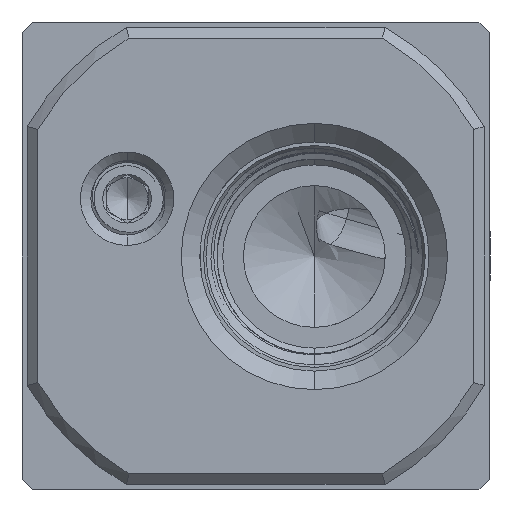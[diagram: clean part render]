
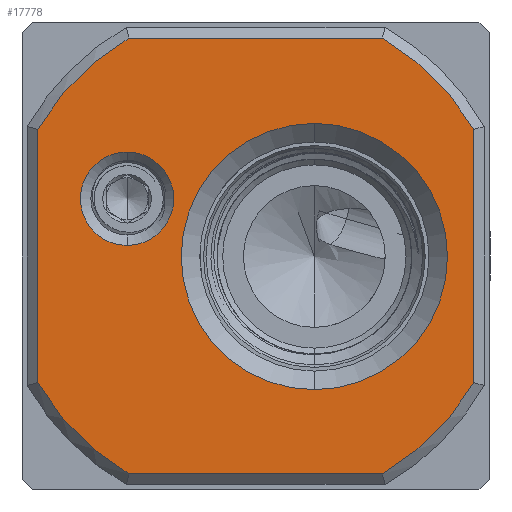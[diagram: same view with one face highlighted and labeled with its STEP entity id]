
A CAD part, left-side view. The second image highlights one B-rep face of the part: STEP entity #17778.
In plain terms, the highlighted planar face has unit normal (-1, 0, 0).
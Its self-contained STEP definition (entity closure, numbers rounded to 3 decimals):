
#68 = CARTESIAN_POINT ( 'NONE',  ( -33.34, -34.5, 16.8 ) ) ;
#82 = VERTEX_POINT ( 'NONE', #6211 ) ;
#883 = CARTESIAN_POINT ( 'NONE',  ( -33.34, -16.67, 22.3 ) ) ;
#1108 = CARTESIAN_POINT ( 'NONE',  ( -33.34, -1.5, 44. ) ) ;
#1140 = CARTESIAN_POINT ( 'NONE',  ( -33.34, -22.25, 22.25 ) ) ;
#1207 = AXIS2_PLACEMENT_3D ( 'NONE', #17788, #9092, #6936 ) ;
#1336 = VERTEX_POINT ( 'NONE', #17133 ) ;
#1916 = DIRECTION ( 'NONE',  ( 0., 0., -1. ) ) ;
#2740 = CARTESIAN_POINT ( 'NONE',  ( -33.34, -1.5, 10.19 ) ) ;
#2746 = VERTEX_POINT ( 'NONE', #6595 ) ;
#3302 = LINE ( 'NONE', #5720, #4685 ) ;
#3439 = DIRECTION ( 'NONE',  ( -1., 0., 0. ) ) ;
#3475 = ORIENTED_EDGE ( 'NONE', *, *, #16785, .T. ) ;
#3573 = ORIENTED_EDGE ( 'NONE', *, *, #6436, .T. ) ;
#3716 = CARTESIAN_POINT ( 'NONE',  ( -33.34, -43., 10.19 ) ) ;
#3741 = EDGE_LOOP ( 'NONE', ( #8836, #21889 ) ) ;
#4157 = EDGE_CURVE ( 'NONE', #19539, #15501, #13075, .T. ) ;
#4685 = VECTOR ( 'NONE', #21090, 1000. ) ;
#4714 = VERTEX_POINT ( 'NONE', #18512 ) ;
#4844 = ORIENTED_EDGE ( 'NONE', *, *, #4157, .T. ) ;
#4907 = ORIENTED_EDGE ( 'NONE', *, *, #11555, .F. ) ;
#5035 = AXIS2_PLACEMENT_3D ( 'NONE', #68, #24056, #15312 ) ;
#5717 = CARTESIAN_POINT ( 'NONE',  ( -33.34, -34.5, 12.358 ) ) ;
#5720 = CARTESIAN_POINT ( 'NONE',  ( -33.34, -44., 1.5 ) ) ;
#5916 = DIRECTION ( 'NONE',  ( 0., 0., 1. ) ) ;
#5999 = CIRCLE ( 'NONE', #12335, 24. ) ;
#6211 = CARTESIAN_POINT ( 'NONE',  ( -33.34, -16.67, 9.625 ) ) ;
#6436 = EDGE_CURVE ( 'NONE', #2746, #1336, #26873, .T. ) ;
#6544 = ORIENTED_EDGE ( 'NONE', *, *, #25357, .T. ) ;
#6595 = CARTESIAN_POINT ( 'NONE',  ( -33.34, -43., 34.31 ) ) ;
#6632 = DIRECTION ( 'NONE',  ( 0., 0., 1. ) ) ;
#6936 = DIRECTION ( 'NONE',  ( 0., 0., -1. ) ) ;
#7075 = CARTESIAN_POINT ( 'NONE',  ( -33.34, -10.19, 43. ) ) ;
#7127 = CARTESIAN_POINT ( 'NONE',  ( -33.34, -22.25, 22.25 ) ) ;
#7293 = VERTEX_POINT ( 'NONE', #3716 ) ;
#7648 = VECTOR ( 'NONE', #21802, 1000. ) ;
#8333 = VERTEX_POINT ( 'NONE', #7075 ) ;
#8836 = ORIENTED_EDGE ( 'NONE', *, *, #26483, .T. ) ;
#9078 = EDGE_CURVE ( 'NONE', #21480, #82, #17983, .T. ) ;
#9089 = VERTEX_POINT ( 'NONE', #14712 ) ;
#9092 = DIRECTION ( 'NONE',  ( -1., 0., 0. ) ) ;
#9367 = ORIENTED_EDGE ( 'NONE', *, *, #9710, .T. ) ;
#9561 = FACE_BOUND ( 'NONE', #28196, .T. ) ;
#9710 = EDGE_CURVE ( 'NONE', #4714, #9089, #3302, .T. ) ;
#10094 = EDGE_CURVE ( 'NONE', #7293, #2746, #21013, .T. ) ;
#10792 = CARTESIAN_POINT ( 'NONE',  ( -33.34, -44., 43. ) ) ;
#10953 = ORIENTED_EDGE ( 'NONE', *, *, #14751, .T. ) ;
#11097 = DIRECTION ( 'NONE',  ( -1., 0., 0. ) ) ;
#11555 = EDGE_CURVE ( 'NONE', #21728, #17501, #14278, .T. ) ;
#12335 = AXIS2_PLACEMENT_3D ( 'NONE', #23392, #27826, #5916 ) ;
#12446 = CIRCLE ( 'NONE', #21227, 24. ) ;
#13075 = LINE ( 'NONE', #1108, #15785 ) ;
#14096 = CIRCLE ( 'NONE', #14918, 24. ) ;
#14278 = CIRCLE ( 'NONE', #17271, 4.442 ) ;
#14712 = CARTESIAN_POINT ( 'NONE',  ( -33.34, -34.31, 1.5 ) ) ;
#14751 = EDGE_CURVE ( 'NONE', #15501, #4714, #5999, .T. ) ;
#14901 = DIRECTION ( 'NONE',  ( 1., 0., 0. ) ) ;
#14918 = AXIS2_PLACEMENT_3D ( 'NONE', #1140, #3439, #20574 ) ;
#14957 = EDGE_CURVE ( 'NONE', #17501, #21728, #16179, .T. ) ;
#15074 = EDGE_CURVE ( 'NONE', #9089, #7293, #12446, .T. ) ;
#15312 = DIRECTION ( 'NONE',  ( 0., 0., 1. ) ) ;
#15501 = VERTEX_POINT ( 'NONE', #2740 ) ;
#15785 = VECTOR ( 'NONE', #20720, 1000. ) ;
#16179 = CIRCLE ( 'NONE', #5035, 4.442 ) ;
#16239 = DIRECTION ( 'NONE',  ( 0., 0., -1. ) ) ;
#16437 = CARTESIAN_POINT ( 'NONE',  ( -33.34, -16.67, 34.975 ) ) ;
#16523 = ORIENTED_EDGE ( 'NONE', *, *, #10094, .T. ) ;
#16537 = CARTESIAN_POINT ( 'NONE',  ( -33.34, -34.5, 16.8 ) ) ;
#16785 = EDGE_CURVE ( 'NONE', #8333, #19539, #14096, .T. ) ;
#16997 = ORIENTED_EDGE ( 'NONE', *, *, #14957, .F. ) ;
#17133 = CARTESIAN_POINT ( 'NONE',  ( -33.34, -34.31, 43. ) ) ;
#17271 = AXIS2_PLACEMENT_3D ( 'NONE', #16537, #25260, #25361 ) ;
#17501 = VERTEX_POINT ( 'NONE', #5717 ) ;
#17570 = CARTESIAN_POINT ( 'NONE',  ( -33.34, -34.5, 21.242 ) ) ;
#17599 = PLANE ( 'NONE',  #1207 ) ;
#17605 = AXIS2_PLACEMENT_3D ( 'NONE', #23350, #14901, #1916 ) ;
#17655 = VECTOR ( 'NONE', #22504, 1000. ) ;
#17778 = ADVANCED_FACE ( 'NONE', ( #21507, #20820, #9561 ), #17599, .T. ) ;
#17788 = CARTESIAN_POINT ( 'NONE',  ( -33.34, -44., 44. ) ) ;
#17983 = CIRCLE ( 'NONE', #17605, 12.675 ) ;
#18480 = AXIS2_PLACEMENT_3D ( 'NONE', #21932, #11097, #6632 ) ;
#18512 = CARTESIAN_POINT ( 'NONE',  ( -33.34, -10.19, 1.5 ) ) ;
#19539 = VERTEX_POINT ( 'NONE', #26750 ) ;
#19770 = AXIS2_PLACEMENT_3D ( 'NONE', #883, #26946, #16239 ) ;
#19789 = EDGE_LOOP ( 'NONE', ( #16523, #3573, #6544, #3475, #4844, #10953, #9367, #23868 ) ) ;
#20425 = DIRECTION ( 'NONE',  ( 0., 0., 1. ) ) ;
#20574 = DIRECTION ( 'NONE',  ( 0., 0., 1. ) ) ;
#20720 = DIRECTION ( 'NONE',  ( 0., 0., -1. ) ) ;
#20820 = FACE_OUTER_BOUND ( 'NONE', #19789, .T. ) ;
#21013 = LINE ( 'NONE', #26673, #17655 ) ;
#21090 = DIRECTION ( 'NONE',  ( 0., -1., 0. ) ) ;
#21227 = AXIS2_PLACEMENT_3D ( 'NONE', #7127, #24629, #20425 ) ;
#21480 = VERTEX_POINT ( 'NONE', #16437 ) ;
#21507 = FACE_BOUND ( 'NONE', #3741, .T. ) ;
#21728 = VERTEX_POINT ( 'NONE', #17570 ) ;
#21802 = DIRECTION ( 'NONE',  ( 0., 1., 0. ) ) ;
#21889 = ORIENTED_EDGE ( 'NONE', *, *, #9078, .T. ) ;
#21932 = CARTESIAN_POINT ( 'NONE',  ( -33.34, -22.25, 22.25 ) ) ;
#22504 = DIRECTION ( 'NONE',  ( 0., 0., 1. ) ) ;
#23350 = CARTESIAN_POINT ( 'NONE',  ( -33.34, -16.67, 22.3 ) ) ;
#23392 = CARTESIAN_POINT ( 'NONE',  ( -33.34, -22.25, 22.25 ) ) ;
#23868 = ORIENTED_EDGE ( 'NONE', *, *, #15074, .T. ) ;
#23933 = CIRCLE ( 'NONE', #19770, 12.675 ) ;
#24056 = DIRECTION ( 'NONE',  ( -1., 0., 0. ) ) ;
#24316 = LINE ( 'NONE', #10792, #7648 ) ;
#24629 = DIRECTION ( 'NONE',  ( -1., 0., 0. ) ) ;
#25260 = DIRECTION ( 'NONE',  ( -1., 0., 0. ) ) ;
#25357 = EDGE_CURVE ( 'NONE', #1336, #8333, #24316, .T. ) ;
#25361 = DIRECTION ( 'NONE',  ( 0., 0., 1. ) ) ;
#26483 = EDGE_CURVE ( 'NONE', #82, #21480, #23933, .T. ) ;
#26673 = CARTESIAN_POINT ( 'NONE',  ( -33.34, -43., 44. ) ) ;
#26750 = CARTESIAN_POINT ( 'NONE',  ( -33.34, -1.5, 34.31 ) ) ;
#26873 = CIRCLE ( 'NONE', #18480, 24. ) ;
#26946 = DIRECTION ( 'NONE',  ( 1., 0., 0. ) ) ;
#27826 = DIRECTION ( 'NONE',  ( -1., 0., 0. ) ) ;
#28196 = EDGE_LOOP ( 'NONE', ( #4907, #16997 ) ) ;
